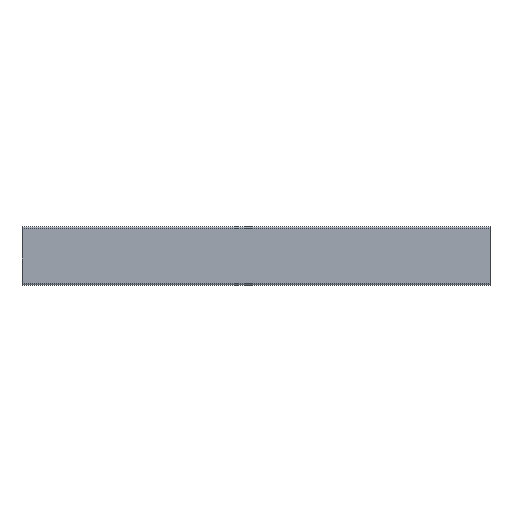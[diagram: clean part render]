
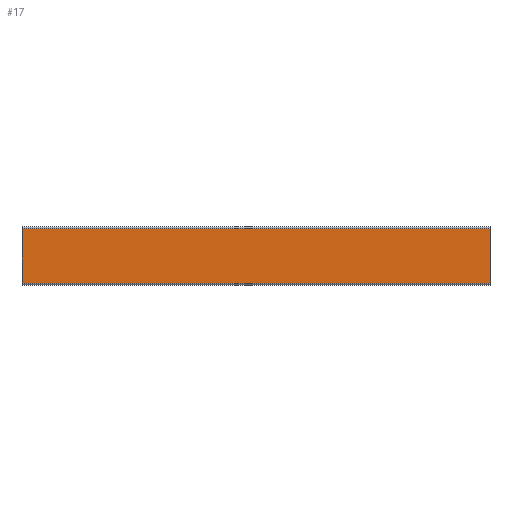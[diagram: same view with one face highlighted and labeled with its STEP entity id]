
A CAD part, top view. The second image highlights one B-rep face of the part: STEP entity #17.
In plain terms, the highlighted planar face has unit normal (0, 0, 1).
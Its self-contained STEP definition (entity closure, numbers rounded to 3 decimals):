
#17 = ADVANCED_FACE('',(#18),#32,.T.);
#18 = FACE_BOUND('',#19,.F.);
#19 = EDGE_LOOP('',(#20,#55,#105,#133));
#20 = ORIENTED_EDGE('',*,*,#21,.F.);
#21 = EDGE_CURVE('',#22,#24,#26,.T.);
#22 = VERTEX_POINT('',#23);
#23 = CARTESIAN_POINT('',(-278.5,34.667,18.833));
#24 = VERTEX_POINT('',#25);
#25 = CARTESIAN_POINT('',(-278.5,-30.333,18.833));
#26 = SURFACE_CURVE('',#27,(#31,#43),.PCURVE_S1.);
#27 = LINE('',#28,#29);
#28 = CARTESIAN_POINT('',(-278.5,34.667,18.833));
#29 = VECTOR('',#30,1.);
#30 = DIRECTION('',(0.,-1.,0.));
#31 = PCURVE('',#32,#37);
#32 = PLANE('',#33);
#33 = AXIS2_PLACEMENT_3D('',#34,#35,#36);
#34 = CARTESIAN_POINT('',(-278.5,34.667,18.833));
#35 = DIRECTION('',(0.,0.,1.));
#36 = DIRECTION('',(0.,-1.,0.));
#37 = DEFINITIONAL_REPRESENTATION('',(#38),#42);
#38 = LINE('',#39,#40);
#39 = CARTESIAN_POINT('',(0.,0.));
#40 = VECTOR('',#41,1.);
#41 = DIRECTION('',(1.,0.));
#42 = ( GEOMETRIC_REPRESENTATION_CONTEXT(2) 
PARAMETRIC_REPRESENTATION_CONTEXT() REPRESENTATION_CONTEXT('2D SPACE',''
  ) );
#43 = PCURVE('',#44,#49);
#44 = PLANE('',#45);
#45 = AXIS2_PLACEMENT_3D('',#46,#47,#48);
#46 = CARTESIAN_POINT('',(-278.5,2.167,-62.417));
#47 = DIRECTION('',(-1.,0.,0.));
#48 = DIRECTION('',(0.,0.,-1.));
#49 = DEFINITIONAL_REPRESENTATION('',(#50),#54);
#50 = LINE('',#51,#52);
#51 = CARTESIAN_POINT('',(-81.25,-32.5));
#52 = VECTOR('',#53,1.);
#53 = DIRECTION('',(0.,1.));
#54 = ( GEOMETRIC_REPRESENTATION_CONTEXT(2) 
PARAMETRIC_REPRESENTATION_CONTEXT() REPRESENTATION_CONTEXT('2D SPACE',''
  ) );
#55 = ORIENTED_EDGE('',*,*,#56,.F.);
#56 = EDGE_CURVE('',#57,#22,#59,.T.);
#57 = VERTEX_POINT('',#58);
#58 = CARTESIAN_POINT('',(278.5,34.667,18.833));
#59 = SURFACE_CURVE('',#60,(#64,#71),.PCURVE_S1.);
#60 = LINE('',#61,#62);
#61 = CARTESIAN_POINT('',(278.5,34.667,18.833));
#62 = VECTOR('',#63,1.);
#63 = DIRECTION('',(-1.,0.,0.));
#64 = PCURVE('',#32,#65);
#65 = DEFINITIONAL_REPRESENTATION('',(#66),#70);
#66 = LINE('',#67,#68);
#67 = CARTESIAN_POINT('',(0.,557.));
#68 = VECTOR('',#69,1.);
#69 = DIRECTION('',(0.,-1.));
#70 = ( GEOMETRIC_REPRESENTATION_CONTEXT(2) 
PARAMETRIC_REPRESENTATION_CONTEXT() REPRESENTATION_CONTEXT('2D SPACE',''
  ) );
#71 = PCURVE('',#72,#77);
#72 = CYLINDRICAL_SURFACE('',#73,2.5);
#73 = AXIS2_PLACEMENT_3D('',#74,#75,#76);
#74 = CARTESIAN_POINT('',(-278.5,34.667,16.333));
#75 = DIRECTION('',(1.,0.,0.));
#76 = DIRECTION('',(0.,0.,1.));
#77 = DEFINITIONAL_REPRESENTATION('',(#78),#104);
#78 = B_SPLINE_CURVE_WITH_KNOTS('',3,(#79,#80,#81,#82,#83,#84,#85,#86,
    #87,#88,#89,#90,#91,#92,#93,#94,#95,#96,#97,#98,#99,#100,#101,#102,
    #103),.UNSPECIFIED.,.F.,.F.,(4,1,1,1,1,1,1,1,1,1,1,1,1,1,1,1,1,1,1,1
    ,1,1,4),(0.,25.318,50.636,75.955,
    101.273,126.591,151.909,177.227,
    202.545,227.864,253.182,278.5,
    303.818,329.136,354.455,379.773,
    405.091,430.409,455.727,481.045,
    506.364,531.682,557.),.QUASI_UNIFORM_KNOTS.);
#79 = CARTESIAN_POINT('',(6.283,557.));
#80 = CARTESIAN_POINT('',(6.283,548.561));
#81 = CARTESIAN_POINT('',(6.283,531.682));
#82 = CARTESIAN_POINT('',(6.283,506.364));
#83 = CARTESIAN_POINT('',(6.283,481.045));
#84 = CARTESIAN_POINT('',(6.283,455.727));
#85 = CARTESIAN_POINT('',(6.283,430.409));
#86 = CARTESIAN_POINT('',(6.283,405.091));
#87 = CARTESIAN_POINT('',(6.283,379.773));
#88 = CARTESIAN_POINT('',(6.283,354.455));
#89 = CARTESIAN_POINT('',(6.283,329.136));
#90 = CARTESIAN_POINT('',(6.283,303.818));
#91 = CARTESIAN_POINT('',(6.283,278.5));
#92 = CARTESIAN_POINT('',(6.283,253.182));
#93 = CARTESIAN_POINT('',(6.283,227.864));
#94 = CARTESIAN_POINT('',(6.283,202.545));
#95 = CARTESIAN_POINT('',(6.283,177.227));
#96 = CARTESIAN_POINT('',(6.283,151.909));
#97 = CARTESIAN_POINT('',(6.283,126.591));
#98 = CARTESIAN_POINT('',(6.283,101.273));
#99 = CARTESIAN_POINT('',(6.283,75.955));
#100 = CARTESIAN_POINT('',(6.283,50.636));
#101 = CARTESIAN_POINT('',(6.283,25.318));
#102 = CARTESIAN_POINT('',(6.283,8.439));
#103 = CARTESIAN_POINT('',(6.283,0.));
#104 = ( GEOMETRIC_REPRESENTATION_CONTEXT(2) 
PARAMETRIC_REPRESENTATION_CONTEXT() REPRESENTATION_CONTEXT('2D SPACE',''
  ) );
#105 = ORIENTED_EDGE('',*,*,#106,.T.);
#106 = EDGE_CURVE('',#57,#107,#109,.T.);
#107 = VERTEX_POINT('',#108);
#108 = CARTESIAN_POINT('',(278.5,-30.333,18.833));
#109 = SURFACE_CURVE('',#110,(#114,#121),.PCURVE_S1.);
#110 = LINE('',#111,#112);
#111 = CARTESIAN_POINT('',(278.5,34.667,18.833));
#112 = VECTOR('',#113,1.);
#113 = DIRECTION('',(0.,-1.,0.));
#114 = PCURVE('',#32,#115);
#115 = DEFINITIONAL_REPRESENTATION('',(#116),#120);
#116 = LINE('',#117,#118);
#117 = CARTESIAN_POINT('',(0.,557.));
#118 = VECTOR('',#119,1.);
#119 = DIRECTION('',(1.,0.));
#120 = ( GEOMETRIC_REPRESENTATION_CONTEXT(2) 
PARAMETRIC_REPRESENTATION_CONTEXT() REPRESENTATION_CONTEXT('2D SPACE',''
  ) );
#121 = PCURVE('',#122,#127);
#122 = PLANE('',#123);
#123 = AXIS2_PLACEMENT_3D('',#124,#125,#126);
#124 = CARTESIAN_POINT('',(278.5,2.167,149.833));
#125 = DIRECTION('',(-1.,0.,0.));
#126 = DIRECTION('',(0.,0.,-1.));
#127 = DEFINITIONAL_REPRESENTATION('',(#128),#132);
#128 = LINE('',#129,#130);
#129 = CARTESIAN_POINT('',(131.,-32.5));
#130 = VECTOR('',#131,1.);
#131 = DIRECTION('',(0.,1.));
#132 = ( GEOMETRIC_REPRESENTATION_CONTEXT(2) 
PARAMETRIC_REPRESENTATION_CONTEXT() REPRESENTATION_CONTEXT('2D SPACE',''
  ) );
#133 = ORIENTED_EDGE('',*,*,#134,.F.);
#134 = EDGE_CURVE('',#24,#107,#135,.T.);
#135 = SURFACE_CURVE('',#136,(#140,#147),.PCURVE_S1.);
#136 = LINE('',#137,#138);
#137 = CARTESIAN_POINT('',(-278.5,-30.333,18.833));
#138 = VECTOR('',#139,1.);
#139 = DIRECTION('',(1.,0.,0.));
#140 = PCURVE('',#32,#141);
#141 = DEFINITIONAL_REPRESENTATION('',(#142),#146);
#142 = LINE('',#143,#144);
#143 = CARTESIAN_POINT('',(65.,0.));
#144 = VECTOR('',#145,1.);
#145 = DIRECTION('',(0.,1.));
#146 = ( GEOMETRIC_REPRESENTATION_CONTEXT(2) 
PARAMETRIC_REPRESENTATION_CONTEXT() REPRESENTATION_CONTEXT('2D SPACE',''
  ) );
#147 = PCURVE('',#148,#153);
#148 = CYLINDRICAL_SURFACE('',#149,2.5);
#149 = AXIS2_PLACEMENT_3D('',#150,#151,#152);
#150 = CARTESIAN_POINT('',(-278.5,-30.333,16.333));
#151 = DIRECTION('',(1.,0.,0.));
#152 = DIRECTION('',(0.,0.,1.));
#153 = DEFINITIONAL_REPRESENTATION('',(#154),#180);
#154 = B_SPLINE_CURVE_WITH_KNOTS('',3,(#155,#156,#157,#158,#159,#160,
    #161,#162,#163,#164,#165,#166,#167,#168,#169,#170,#171,#172,#173,
    #174,#175,#176,#177,#178,#179),.UNSPECIFIED.,.F.,.F.,(4,1,1,1,1,1,1,
    1,1,1,1,1,1,1,1,1,1,1,1,1,1,1,4),(0.,25.318,50.636
    ,75.955,101.273,126.591,151.909,
    177.227,202.545,227.864,253.182,
    278.5,303.818,329.136,354.455,
    379.773,405.091,430.409,455.727,
    481.045,506.364,531.682,557.),
  .QUASI_UNIFORM_KNOTS.);
#155 = CARTESIAN_POINT('',(0.,0.));
#156 = CARTESIAN_POINT('',(0.,8.439));
#157 = CARTESIAN_POINT('',(0.,25.318));
#158 = CARTESIAN_POINT('',(0.,50.636));
#159 = CARTESIAN_POINT('',(0.,75.955));
#160 = CARTESIAN_POINT('',(0.,101.273));
#161 = CARTESIAN_POINT('',(0.,126.591));
#162 = CARTESIAN_POINT('',(0.,151.909));
#163 = CARTESIAN_POINT('',(0.,177.227));
#164 = CARTESIAN_POINT('',(0.,202.545));
#165 = CARTESIAN_POINT('',(0.,227.864));
#166 = CARTESIAN_POINT('',(0.,253.182));
#167 = CARTESIAN_POINT('',(0.,278.5));
#168 = CARTESIAN_POINT('',(0.,303.818));
#169 = CARTESIAN_POINT('',(0.,329.136));
#170 = CARTESIAN_POINT('',(0.,354.455));
#171 = CARTESIAN_POINT('',(0.,379.773));
#172 = CARTESIAN_POINT('',(0.,405.091));
#173 = CARTESIAN_POINT('',(0.,430.409));
#174 = CARTESIAN_POINT('',(0.,455.727));
#175 = CARTESIAN_POINT('',(0.,481.045));
#176 = CARTESIAN_POINT('',(0.,506.364));
#177 = CARTESIAN_POINT('',(0.,531.682));
#178 = CARTESIAN_POINT('',(0.,548.561));
#179 = CARTESIAN_POINT('',(0.,557.));
#180 = ( GEOMETRIC_REPRESENTATION_CONTEXT(2) 
PARAMETRIC_REPRESENTATION_CONTEXT() REPRESENTATION_CONTEXT('2D SPACE',''
  ) );
